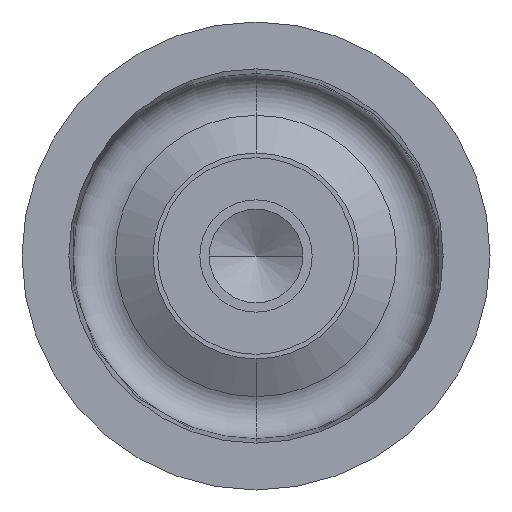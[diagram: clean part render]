
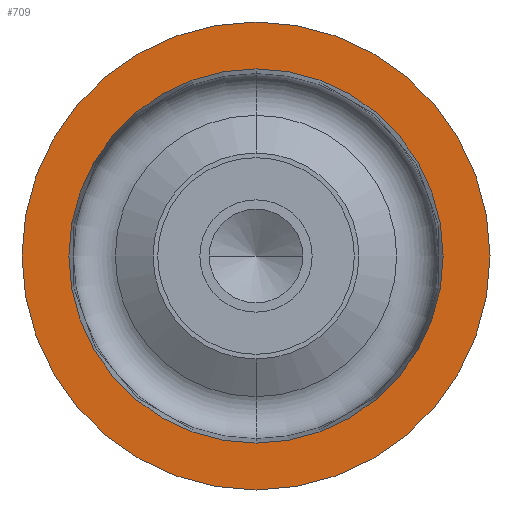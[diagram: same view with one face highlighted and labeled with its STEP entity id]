
A CAD part, front view. The second image highlights one B-rep face of the part: STEP entity #709.
In plain terms, the highlighted planar face has unit normal (0, -1, 0).
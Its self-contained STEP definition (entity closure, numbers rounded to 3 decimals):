
#638 = VERTEX_POINT ( 'NONE', #1256 ) ;
#651 = VERTEX_POINT ( 'NONE', #1285 ) ;
#653 = EDGE_CURVE ( 'NONE', #638, #651, #1284, .T. ) ;
#694 = EDGE_LOOP ( 'NONE', ( #695, #696 ) ) ;
#695 = ORIENTED_EDGE ( 'NONE', *, *, #653, .T. ) ;
#696 = ORIENTED_EDGE ( 'NONE', *, *, #697, .T. ) ;
#697 = EDGE_CURVE ( 'NONE', #651, #638, #1312, .T. ) ;
#703 = VERTEX_POINT ( 'NONE', #1368 ) ;
#705 = EDGE_CURVE ( 'NONE', #703, #706, #1374, .T. ) ;
#706 = VERTEX_POINT ( 'NONE', #1399 ) ;
#709 = ADVANCED_FACE ( 'NONE', ( #1377, #1371 ), #1397, .F. ) ;
#710 = EDGE_LOOP ( 'NONE', ( #711, #713 ) ) ;
#711 = ORIENTED_EDGE ( 'NONE', *, *, #712, .F. ) ;
#712 = EDGE_CURVE ( 'NONE', #706, #703, #1383, .T. ) ;
#713 = ORIENTED_EDGE ( 'NONE', *, *, #705, .F. ) ;
#1256 = CARTESIAN_POINT ( 'NONE',  ( 0., -19., -19.993 ) ) ;
#1280 = DIRECTION ( 'NONE',  ( 0., 0., 1. ) ) ;
#1281 = DIRECTION ( 'NONE',  ( 0., 1., 0. ) ) ;
#1282 = CARTESIAN_POINT ( 'NONE',  ( 0., -19., 0. ) ) ;
#1283 = AXIS2_PLACEMENT_3D ( 'NONE', #1282, #1281, #1280 ) ;
#1284 = CIRCLE ( 'NONE', #1283, 19.993 ) ;
#1285 = CARTESIAN_POINT ( 'NONE',  ( 0., -19., 19.993 ) ) ;
#1296 = CARTESIAN_POINT ( 'NONE',  ( 0., -19., 0. ) ) ;
#1310 = DIRECTION ( 'NONE',  ( 0., 1., 0. ) ) ;
#1311 = AXIS2_PLACEMENT_3D ( 'NONE', #1296, #1310, #1360 ) ;
#1312 = CIRCLE ( 'NONE', #1311, 19.993 ) ;
#1360 = DIRECTION ( 'NONE',  ( 0., 0., 1. ) ) ;
#1367 = DIRECTION ( 'NONE',  ( 0., 1., 0. ) ) ;
#1368 = CARTESIAN_POINT ( 'NONE',  ( 0., -19., 25. ) ) ;
#1369 = CARTESIAN_POINT ( 'NONE',  ( 0., -19., 0. ) ) ;
#1370 = DIRECTION ( 'NONE',  ( 0., 0., 1. ) ) ;
#1371 = FACE_BOUND ( 'NONE', #694, .T. ) ;
#1372 = AXIS2_PLACEMENT_3D ( 'NONE', #1400, #1367, #1370 ) ;
#1373 = AXIS2_PLACEMENT_3D ( 'NONE', #1369, #1378, #1376 ) ;
#1374 = CIRCLE ( 'NONE', #1373, 25. ) ;
#1376 = DIRECTION ( 'NONE',  ( 0., 0., 1. ) ) ;
#1377 = FACE_OUTER_BOUND ( 'NONE', #710, .T. ) ;
#1378 = DIRECTION ( 'NONE',  ( 0., 1., 0. ) ) ;
#1379 = DIRECTION ( 'NONE',  ( 0., 0., 1. ) ) ;
#1380 = DIRECTION ( 'NONE',  ( 0., 1., 0. ) ) ;
#1381 = CARTESIAN_POINT ( 'NONE',  ( 0., -19., 0. ) ) ;
#1382 = AXIS2_PLACEMENT_3D ( 'NONE', #1381, #1380, #1379 ) ;
#1383 = CIRCLE ( 'NONE', #1382, 25. ) ;
#1397 = PLANE ( 'NONE',  #1372 ) ;
#1399 = CARTESIAN_POINT ( 'NONE',  ( 0., -19., -25. ) ) ;
#1400 = CARTESIAN_POINT ( 'NONE',  ( 25., -19., 0. ) ) ;
